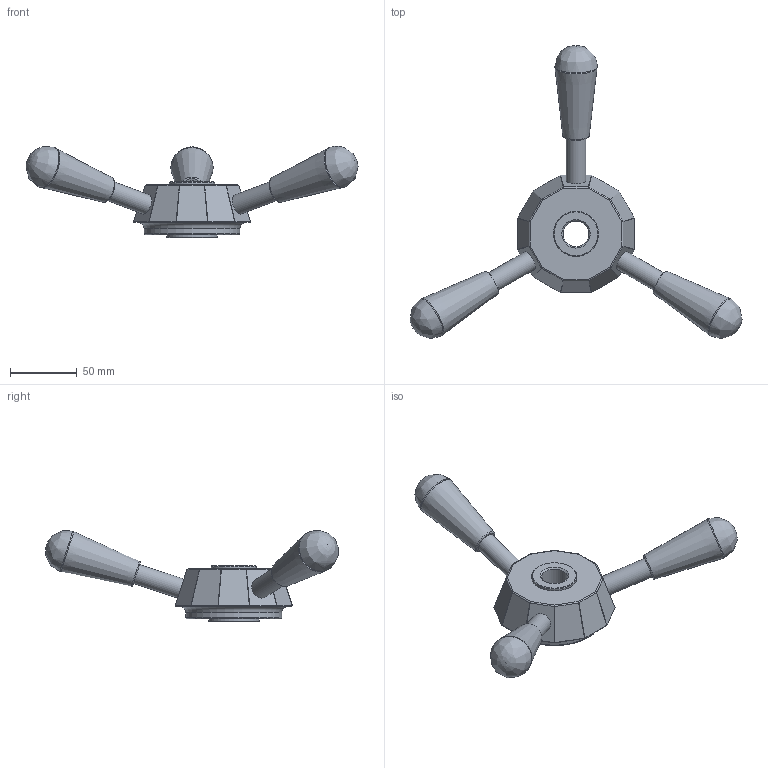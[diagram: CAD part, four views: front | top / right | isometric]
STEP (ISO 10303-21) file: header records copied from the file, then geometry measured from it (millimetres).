
FILE_DESCRIPTION( ( 'Unknown' ), '1' );
FILE_NAME( '6109030_V3B275_M22.stp', 'Unknown', ( 'Unknown' ), ( 'Unknown' ), 'PSStep 11.0', 'Unknown', ' ' );
FILE_SCHEMA( ( 'AUTOMOTIVE_DESIGN { 1 0 10303 214 1 1 1 1 }' ) );
Length unit declared in the file: millimetre
Products named in the file (1): 1831002
Bounding box: 249.48 x 220.18 x 68.94 mm (x, y, z)
Volume: 303985 mm3; surface area: 46787.7 mm2
Topology: 1 solids, 16 shells, 156 faces, 348 edges, 200 vertices
Faces by surface type: cylinder 49, plane 44, bspline 27, torus 20, cone 16
Full cylindrical faces by diameter (mm): 8.5 x3, 10 x3, 11.8 x3, 11.835 x6, 15 x6, 19.294 x1, 34 x1, 38 x1, 72 x1
Entity records: 5633 total; most frequent: CARTESIAN_POINT 1562, DIRECTION 564, ORIENTED_EDGE 472, AXIS2_PLACEMENT_3D 246, EDGE_CURVE 236, EDGE_LOOP 234, FACE_OUTER_BOUND 201, VERTEX_POINT 170
